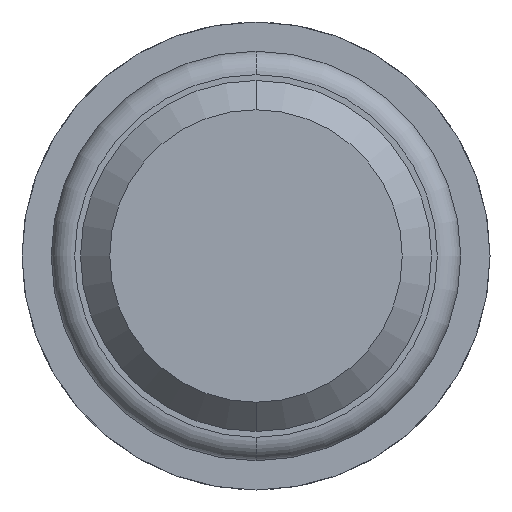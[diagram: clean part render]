
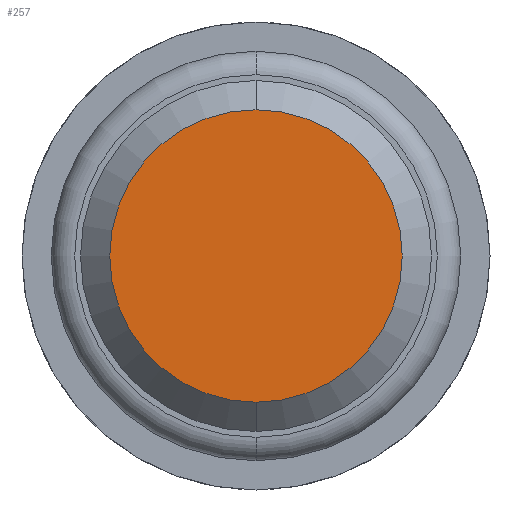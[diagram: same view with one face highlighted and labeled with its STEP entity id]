
A CAD part, front view. The second image highlights one B-rep face of the part: STEP entity #257.
In plain terms, the highlighted planar face has unit normal (0, -1, 0).
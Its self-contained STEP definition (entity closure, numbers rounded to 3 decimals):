
#257 = ADVANCED_FACE ( 'Defeature ausgef�hrt3_4', ( #3477 ), #3500, .F. ) ;
#318 = ORIENTED_EDGE ( 'NONE', *, *, #2461, .T. ) ;
#386 = DIRECTION ( 'NONE',  ( 0., 0., 1. ) ) ;
#441 = ORIENTED_EDGE ( 'NONE', *, *, #4471, .T. ) ;
#646 = CARTESIAN_POINT ( 'NONE',  ( 0., -34.6, -1.25 ) ) ;
#741 = DIRECTION ( 'NONE',  ( 0., 0., 1. ) ) ;
#764 = EDGE_LOOP ( 'NONE', ( #441, #318 ) ) ;
#1029 = DIRECTION ( 'NONE',  ( 0., 0., 1. ) ) ;
#1044 = AXIS2_PLACEMENT_3D ( 'NONE', #3177, #2756, #386 ) ;
#1100 = AXIS2_PLACEMENT_3D ( 'NONE', #3406, #4549, #1029 ) ;
#1457 = VERTEX_POINT ( 'NONE', #646 ) ;
#1466 = VERTEX_POINT ( 'NONE', #3521 ) ;
#2055 = AXIS2_PLACEMENT_3D ( 'NONE', #2398, #3556, #741 ) ;
#2284 = CIRCLE ( 'NONE', #2055, 1.25 ) ;
#2398 = CARTESIAN_POINT ( 'NONE',  ( 0., -34.6, 0. ) ) ;
#2461 = EDGE_CURVE ( 'Defeature ausgef�hrt3_4+Defeature ausgef�hrt3_3+Defeature ausgef�hrt3_3+Defeature ausgef�hrt3_3', #1457, #1466, #2284, .T. ) ;
#2756 = DIRECTION ( 'NONE',  ( 0., 1., 0. ) ) ;
#3177 = CARTESIAN_POINT ( 'NONE',  ( 0., -34.6, 0. ) ) ;
#3328 = CIRCLE ( 'NONE', #1100, 1.25 ) ;
#3406 = CARTESIAN_POINT ( 'NONE',  ( 0., -34.6, 0. ) ) ;
#3477 = FACE_OUTER_BOUND ( 'NONE', #764, .T. ) ;
#3500 = PLANE ( 'NONE',  #1044 ) ;
#3521 = CARTESIAN_POINT ( 'NONE',  ( 0., -34.6, 1.25 ) ) ;
#3556 = DIRECTION ( 'NONE',  ( 0., -1., 0. ) ) ;
#4471 = EDGE_CURVE ( 'Defeature ausgef�hrt3_4+Defeature ausgef�hrt3_3+Defeature ausgef�hrt3_3+Defeature ausgef�hrt3_3', #1466, #1457, #3328, .T. ) ;
#4549 = DIRECTION ( 'NONE',  ( 0., -1., 0. ) ) ;
